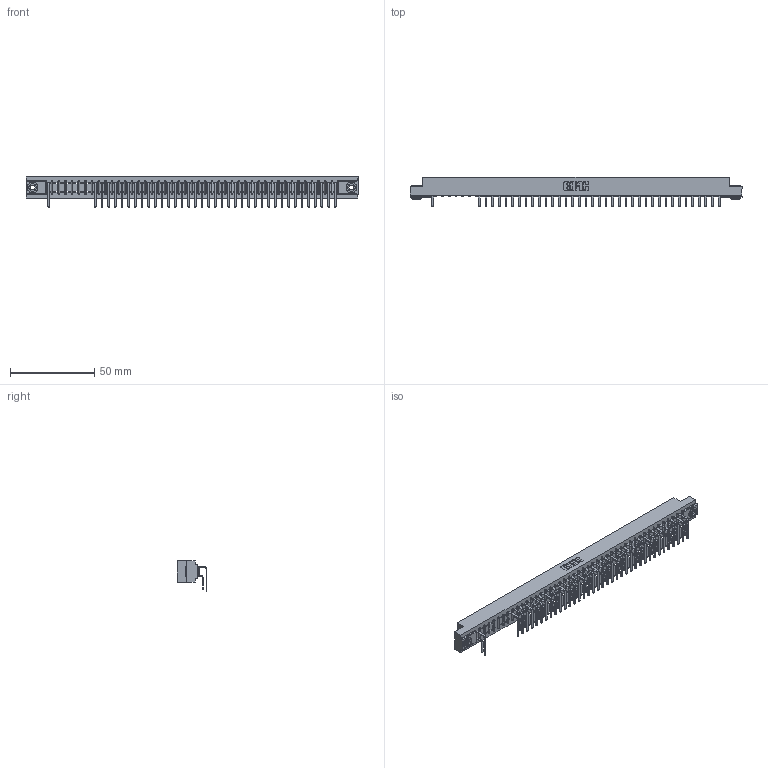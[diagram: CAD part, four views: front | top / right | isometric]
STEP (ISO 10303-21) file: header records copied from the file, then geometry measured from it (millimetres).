
FILE_DESCRIPTION (( 'STEP AP203' ), '1' );
FILE_NAME ('307-044-559-103.STEP', '2018-08-06T01:37:59', ( '' ), ( '' ), 'SwSTEP 2.0', 'SolidWorks 2016', '' );
FILE_SCHEMA (( 'CONFIG_CONTROL_DESIGN' ));
Length unit declared in the file: inch
Products named in the file (5): 307 Part_.156 Dia Mounting Holes; 307-290-001_558 559 - 1 (Single); 307-290-001_559 - 2 (Single); 345-250-002_345-250-002-102; 307-044-559-103
Assembly tree (78 placements, depth 2):
  307-044-559-103
    307 Part_.156 Dia Mounting Holes
    307-290-001_558 559 - 1 (Single)  x37
    307-290-001_559 - 2 (Single)  x38
    345-250-002_345-250-002-102  x2
Bounding box: 197.36 x 17.69 x 18.07 mm (x, y, z)
Volume: 21168 mm3; surface area: 27033.6 mm2
Topology: 78 solids, 78 shells, 4095 faces, 11501 edges, 7442 vertices
Faces by surface type: plane 2647, cylinder 1350, sphere 90, cone 8
Entity records: 40978 total; most frequent: CARTESIAN_POINT 6742, ORIENTED_EDGE 6686, DIRECTION 6603, EDGE_CURVE 3343, LINE 2557, VECTOR 2557, VERTEX_POINT 2162, AXIS2_PLACEMENT_3D 2023
